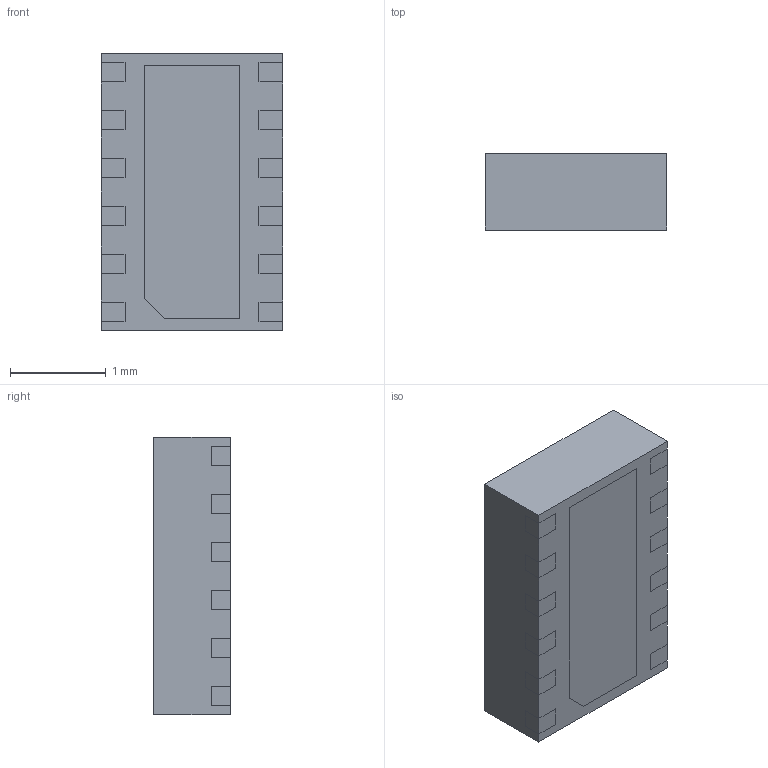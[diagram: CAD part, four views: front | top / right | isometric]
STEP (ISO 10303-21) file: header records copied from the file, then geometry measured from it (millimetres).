
FILE_DESCRIPTION(/* description */ (''),/* implementation_level */ '2;1');
FILE_NAME(/* name */ 'LM27762.step',/* time_stamp */ '2025-12-18T12:42:44+08:00',/* author */ (''),/* organization */ (''),/* preprocessor_version */ 'ST-DEVELOPER v20.1',/* originating_system */ 'Autodesk Translation Framework v14.21.0.0',/* authorisation */ '');
FILE_SCHEMA (('AUTOMOTIVE_DESIGN { 1 0 10303 214 3 1 1 }'));
Length unit declared in the file: millimetre
Products named in the file (1): (未保存)
Bounding box: 1.9 x 0.8 x 2.9 mm (x, y, z)
Volume: 4.4 mm3; surface area: 31.4 mm2
Topology: 14 solids, 14 shells, 139 faces, 330 edges, 220 vertices
Faces by surface type: plane 139
Entity records: 3959 total; most frequent: CARTESIAN_POINT 690, ORIENTED_EDGE 660, DIRECTION 610, LINE 330, VECTOR 330, EDGE_CURVE 330, VERTEX_POINT 220, EDGE_LOOP 140
